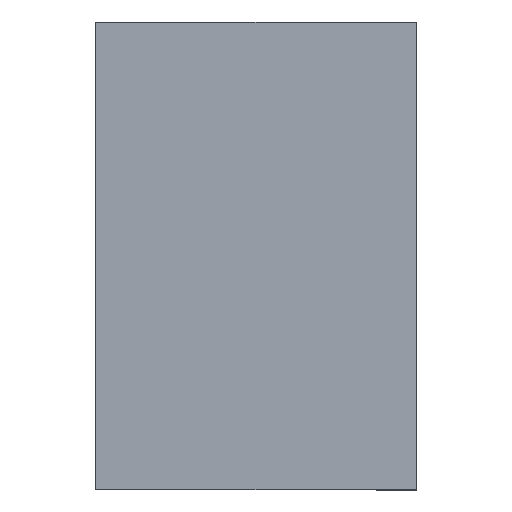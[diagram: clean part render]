
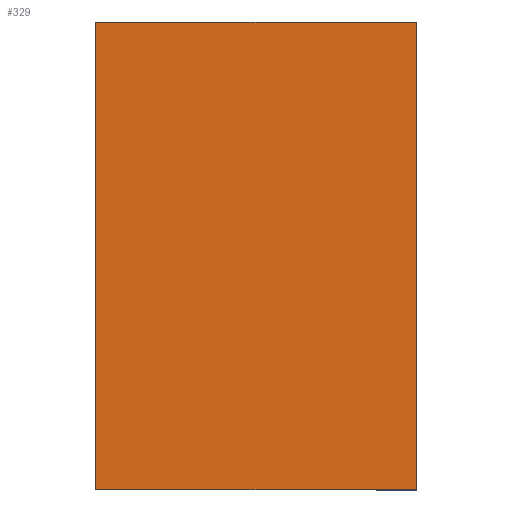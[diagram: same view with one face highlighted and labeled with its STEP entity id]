
A CAD part, top view. The second image highlights one B-rep face of the part: STEP entity #329.
In plain terms, the highlighted planar face has unit normal (0, 0, 1).
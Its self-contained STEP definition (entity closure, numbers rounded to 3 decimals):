
#293=AXIS2_PLACEMENT_3D('Plane Axis2P3D',#290,#291,#292) ;
#290=CARTESIAN_POINT('Axis2P3D Location',(2.4,3.5,2.473)) ;
#295=CARTESIAN_POINT('Line Origine',(4.8,3.5,2.473)) ;
#299=CARTESIAN_POINT('Vertex',(4.8,0.,2.473)) ;
#301=CARTESIAN_POINT('Vertex',(4.8,7.,2.473)) ;
#304=CARTESIAN_POINT('Line Origine',(2.4,7.,2.473)) ;
#308=CARTESIAN_POINT('Vertex',(0.,7.,2.473)) ;
#311=CARTESIAN_POINT('Line Origine',(0.,3.5,2.473)) ;
#315=CARTESIAN_POINT('Vertex',(0.,0.,2.473)) ;
#318=CARTESIAN_POINT('Line Origine',(2.4,0.,2.473)) ;
#291=DIRECTION('Axis2P3D Direction',(0.,0.,1.)) ;
#292=DIRECTION('Axis2P3D XDirection',(-1.,0.,0.)) ;
#296=DIRECTION('Vector Direction',(0.,1.,0.)) ;
#305=DIRECTION('Vector Direction',(1.,0.,0.)) ;
#312=DIRECTION('Vector Direction',(0.,-1.,0.)) ;
#319=DIRECTION('Vector Direction',(-1.,0.,0.)) ;
#297=VECTOR('Line Direction',#296,1.) ;
#306=VECTOR('Line Direction',#305,1.) ;
#313=VECTOR('Line Direction',#312,1.) ;
#320=VECTOR('Line Direction',#319,1.) ;
#324=ORIENTED_EDGE('',*,*,#303,.T.) ;
#325=ORIENTED_EDGE('',*,*,#310,.T.) ;
#326=ORIENTED_EDGE('',*,*,#317,.T.) ;
#327=ORIENTED_EDGE('',*,*,#322,.T.) ;
#329=ADVANCED_FACE('S3D gedreht',(#328),#294,.T.) ;
#303=EDGE_CURVE('',#300,#302,#298,.T.) ;
#310=EDGE_CURVE('',#302,#309,#307,.F.) ;
#317=EDGE_CURVE('',#309,#316,#314,.T.) ;
#322=EDGE_CURVE('',#316,#300,#321,.F.) ;
#323=EDGE_LOOP('',(#324,#325,#326,#327)) ;
#328=FACE_OUTER_BOUND('',#323,.T.) ;
#298=LINE('Line',#295,#297) ;
#307=LINE('Line',#304,#306) ;
#314=LINE('Line',#311,#313) ;
#321=LINE('Line',#318,#320) ;
#294=PLANE('',#293) ;
#300=VERTEX_POINT('',#299) ;
#302=VERTEX_POINT('',#301) ;
#309=VERTEX_POINT('',#308) ;
#316=VERTEX_POINT('',#315) ;
